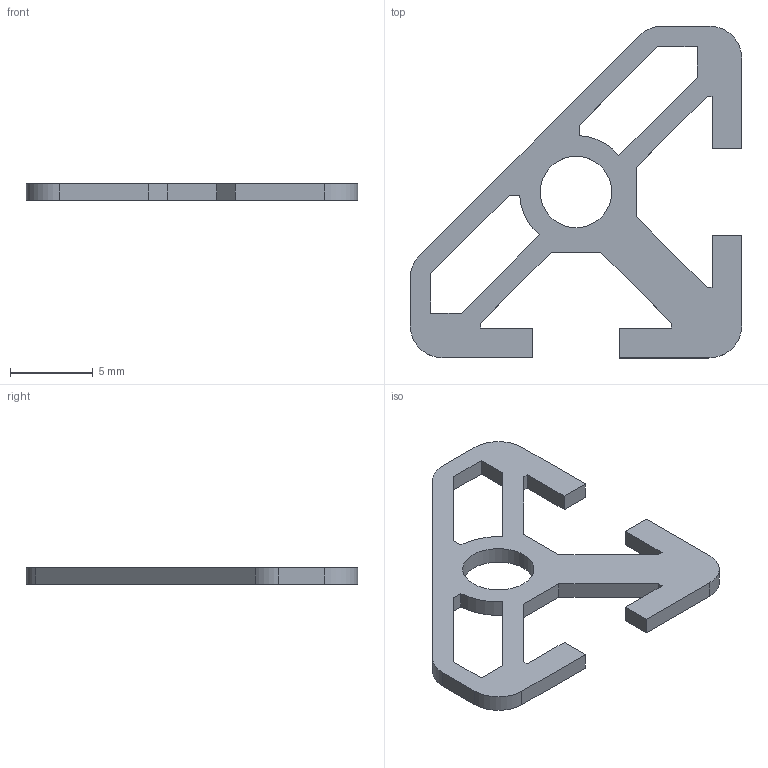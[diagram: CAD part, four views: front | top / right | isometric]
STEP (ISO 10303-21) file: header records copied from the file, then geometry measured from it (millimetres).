
FILE_DESCRIPTION((''),'2;1');
FILE_NAME('SP208_extern.ipt.step','2007-09-10T15:09:26',(''),(''),'Autodesk Inventor 11','Autodesk Inventor 11','');
FILE_SCHEMA(('AUTOMOTIVE_DESIGN { 1 0 10303 214 1 1 1 1 }'));
Length unit declared in the file: millimetre
Products named in the file (1): SP208_extern
Bounding box: 20 x 20 x 1 mm (x, y, z)
Volume: 147.2 mm3; surface area: 459.1 mm2
Topology: 1 solids, 1 shells, 45 faces, 130 edges, 87 vertices
Faces by surface type: plane 32, bspline 7, cylinder 6
Entity records: 1515 total; most frequent: CARTESIAN_POINT 309, ORIENTED_EDGE 256, DIRECTION 222, EDGE_CURVE 128, VECTOR 112, LINE 112, VERTEX_POINT 86, AXIS2_PLACEMENT_3D 55
